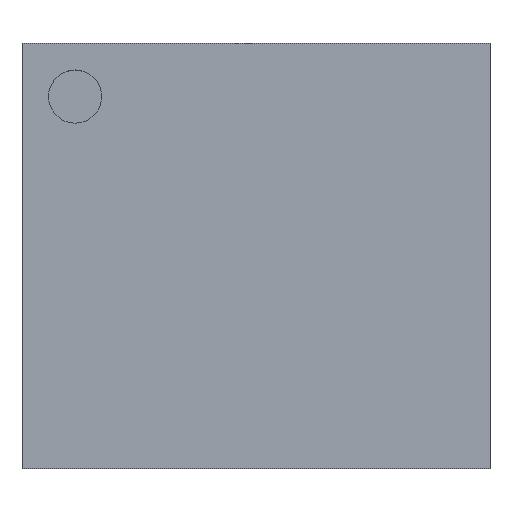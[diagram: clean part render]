
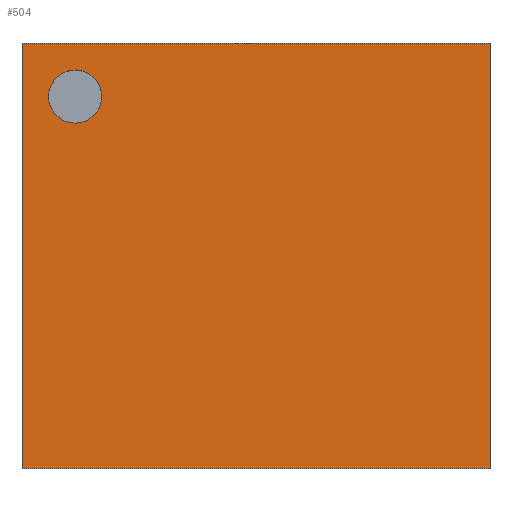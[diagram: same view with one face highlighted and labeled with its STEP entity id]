
A CAD part, top view. The second image highlights one B-rep face of the part: STEP entity #504.
In plain terms, the highlighted planar face has unit normal (0, 0, 1).
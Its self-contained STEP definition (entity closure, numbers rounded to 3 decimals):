
#315 = VERTEX_POINT('',#316);
#316 = CARTESIAN_POINT('',(-0.98,-0.89,0.69));
#323 = PLANE('',#324);
#324 = AXIS2_PLACEMENT_3D('',#325,#326,#327);
#325 = CARTESIAN_POINT('',(-0.98,-0.89,0.31));
#326 = DIRECTION('',(1.,0.,0.));
#327 = DIRECTION('',(0.,0.,1.));
#335 = PLANE('',#336);
#336 = AXIS2_PLACEMENT_3D('',#337,#338,#339);
#337 = CARTESIAN_POINT('',(-0.98,-0.89,0.31));
#338 = DIRECTION('',(0.,1.,0.));
#339 = DIRECTION('',(0.,0.,1.));
#376 = VERTEX_POINT('',#377);
#377 = CARTESIAN_POINT('',(-0.98,0.89,0.69));
#391 = PLANE('',#392);
#392 = AXIS2_PLACEMENT_3D('',#393,#394,#395);
#393 = CARTESIAN_POINT('',(-0.98,0.89,0.31));
#394 = DIRECTION('',(0.,1.,0.));
#395 = DIRECTION('',(0.,0.,1.));
#403 = EDGE_CURVE('',#315,#376,#404,.T.);
#404 = SURFACE_CURVE('',#405,(#409,#416),.PCURVE_S1.);
#405 = LINE('',#406,#407);
#406 = CARTESIAN_POINT('',(-0.98,-0.89,0.69));
#407 = VECTOR('',#408,1.);
#408 = DIRECTION('',(0.,1.,0.));
#409 = PCURVE('',#323,#410);
#410 = DEFINITIONAL_REPRESENTATION('',(#411),#415);
#411 = LINE('',#412,#413);
#412 = CARTESIAN_POINT('',(0.38,0.));
#413 = VECTOR('',#414,1.);
#414 = DIRECTION('',(0.,-1.));
#415 = ( GEOMETRIC_REPRESENTATION_CONTEXT(2) 
PARAMETRIC_REPRESENTATION_CONTEXT() REPRESENTATION_CONTEXT('2D SPACE',''
  ) );
#416 = PCURVE('',#417,#422);
#417 = PLANE('',#418);
#418 = AXIS2_PLACEMENT_3D('',#419,#420,#421);
#419 = CARTESIAN_POINT('',(-0.98,-0.89,0.69));
#420 = DIRECTION('',(0.,0.,1.));
#421 = DIRECTION('',(1.,0.,0.));
#422 = DEFINITIONAL_REPRESENTATION('',(#423),#427);
#423 = LINE('',#424,#425);
#424 = CARTESIAN_POINT('',(0.,0.));
#425 = VECTOR('',#426,1.);
#426 = DIRECTION('',(0.,1.));
#427 = ( GEOMETRIC_REPRESENTATION_CONTEXT(2) 
PARAMETRIC_REPRESENTATION_CONTEXT() REPRESENTATION_CONTEXT('2D SPACE',''
  ) );
#456 = EDGE_CURVE('',#315,#457,#459,.T.);
#457 = VERTEX_POINT('',#458);
#458 = CARTESIAN_POINT('',(0.98,-0.89,0.69));
#459 = SURFACE_CURVE('',#460,(#464,#471),.PCURVE_S1.);
#460 = LINE('',#461,#462);
#461 = CARTESIAN_POINT('',(-0.98,-0.89,0.69));
#462 = VECTOR('',#463,1.);
#463 = DIRECTION('',(1.,0.,0.));
#464 = PCURVE('',#335,#465);
#465 = DEFINITIONAL_REPRESENTATION('',(#466),#470);
#466 = LINE('',#467,#468);
#467 = CARTESIAN_POINT('',(0.38,0.));
#468 = VECTOR('',#469,1.);
#469 = DIRECTION('',(0.,1.));
#470 = ( GEOMETRIC_REPRESENTATION_CONTEXT(2) 
PARAMETRIC_REPRESENTATION_CONTEXT() REPRESENTATION_CONTEXT('2D SPACE',''
  ) );
#471 = PCURVE('',#417,#472);
#472 = DEFINITIONAL_REPRESENTATION('',(#473),#477);
#473 = LINE('',#474,#475);
#474 = CARTESIAN_POINT('',(0.,0.));
#475 = VECTOR('',#476,1.);
#476 = DIRECTION('',(1.,0.));
#477 = ( GEOMETRIC_REPRESENTATION_CONTEXT(2) 
PARAMETRIC_REPRESENTATION_CONTEXT() REPRESENTATION_CONTEXT('2D SPACE',''
  ) );
#493 = PLANE('',#494);
#494 = AXIS2_PLACEMENT_3D('',#495,#496,#497);
#495 = CARTESIAN_POINT('',(0.98,-0.89,0.31));
#496 = DIRECTION('',(1.,0.,0.));
#497 = DIRECTION('',(0.,0.,1.));
#504 = ADVANCED_FACE('',(#505,#553),#417,.T.);
#505 = FACE_BOUND('',#506,.T.);
#506 = EDGE_LOOP('',(#507,#508,#509,#532));
#507 = ORIENTED_EDGE('',*,*,#403,.F.);
#508 = ORIENTED_EDGE('',*,*,#456,.T.);
#509 = ORIENTED_EDGE('',*,*,#510,.T.);
#510 = EDGE_CURVE('',#457,#511,#513,.T.);
#511 = VERTEX_POINT('',#512);
#512 = CARTESIAN_POINT('',(0.98,0.89,0.69));
#513 = SURFACE_CURVE('',#514,(#518,#525),.PCURVE_S1.);
#514 = LINE('',#515,#516);
#515 = CARTESIAN_POINT('',(0.98,-0.89,0.69));
#516 = VECTOR('',#517,1.);
#517 = DIRECTION('',(0.,1.,0.));
#518 = PCURVE('',#417,#519);
#519 = DEFINITIONAL_REPRESENTATION('',(#520),#524);
#520 = LINE('',#521,#522);
#521 = CARTESIAN_POINT('',(1.96,0.));
#522 = VECTOR('',#523,1.);
#523 = DIRECTION('',(0.,1.));
#524 = ( GEOMETRIC_REPRESENTATION_CONTEXT(2) 
PARAMETRIC_REPRESENTATION_CONTEXT() REPRESENTATION_CONTEXT('2D SPACE',''
  ) );
#525 = PCURVE('',#493,#526);
#526 = DEFINITIONAL_REPRESENTATION('',(#527),#531);
#527 = LINE('',#528,#529);
#528 = CARTESIAN_POINT('',(0.38,0.));
#529 = VECTOR('',#530,1.);
#530 = DIRECTION('',(0.,-1.));
#531 = ( GEOMETRIC_REPRESENTATION_CONTEXT(2) 
PARAMETRIC_REPRESENTATION_CONTEXT() REPRESENTATION_CONTEXT('2D SPACE',''
  ) );
#532 = ORIENTED_EDGE('',*,*,#533,.F.);
#533 = EDGE_CURVE('',#376,#511,#534,.T.);
#534 = SURFACE_CURVE('',#535,(#539,#546),.PCURVE_S1.);
#535 = LINE('',#536,#537);
#536 = CARTESIAN_POINT('',(-0.98,0.89,0.69));
#537 = VECTOR('',#538,1.);
#538 = DIRECTION('',(1.,0.,0.));
#539 = PCURVE('',#417,#540);
#540 = DEFINITIONAL_REPRESENTATION('',(#541),#545);
#541 = LINE('',#542,#543);
#542 = CARTESIAN_POINT('',(0.,1.78));
#543 = VECTOR('',#544,1.);
#544 = DIRECTION('',(1.,0.));
#545 = ( GEOMETRIC_REPRESENTATION_CONTEXT(2) 
PARAMETRIC_REPRESENTATION_CONTEXT() REPRESENTATION_CONTEXT('2D SPACE',''
  ) );
#546 = PCURVE('',#391,#547);
#547 = DEFINITIONAL_REPRESENTATION('',(#548),#552);
#548 = LINE('',#549,#550);
#549 = CARTESIAN_POINT('',(0.38,0.));
#550 = VECTOR('',#551,1.);
#551 = DIRECTION('',(0.,1.));
#552 = ( GEOMETRIC_REPRESENTATION_CONTEXT(2) 
PARAMETRIC_REPRESENTATION_CONTEXT() REPRESENTATION_CONTEXT('2D SPACE',''
  ) );
#553 = FACE_BOUND('',#554,.T.);
#554 = EDGE_LOOP('',(#555));
#555 = ORIENTED_EDGE('',*,*,#556,.F.);
#556 = EDGE_CURVE('',#557,#557,#559,.T.);
#557 = VERTEX_POINT('',#558);
#558 = CARTESIAN_POINT('',(-0.646,0.668,0.69));
#559 = SURFACE_CURVE('',#560,(#565,#572),.PCURVE_S1.);
#560 = CIRCLE('',#561,0.111);
#561 = AXIS2_PLACEMENT_3D('',#562,#563,#564);
#562 = CARTESIAN_POINT('',(-0.758,0.668,0.69));
#563 = DIRECTION('',(0.,0.,1.));
#564 = DIRECTION('',(1.,0.,0.));
#565 = PCURVE('',#417,#566);
#566 = DEFINITIONAL_REPRESENTATION('',(#567),#571);
#567 = CIRCLE('',#568,0.111);
#568 = AXIS2_PLACEMENT_2D('',#569,#570);
#569 = CARTESIAN_POINT('',(0.223,1.558));
#570 = DIRECTION('',(1.,0.));
#571 = ( GEOMETRIC_REPRESENTATION_CONTEXT(2) 
PARAMETRIC_REPRESENTATION_CONTEXT() REPRESENTATION_CONTEXT('2D SPACE',''
  ) );
#572 = PCURVE('',#573,#578);
#573 = CYLINDRICAL_SURFACE('',#574,0.111);
#574 = AXIS2_PLACEMENT_3D('',#575,#576,#577);
#575 = CARTESIAN_POINT('',(-0.758,0.668,0.621));
#576 = DIRECTION('',(0.,0.,1.));
#577 = DIRECTION('',(1.,0.,0.));
#578 = DEFINITIONAL_REPRESENTATION('',(#579),#583);
#579 = LINE('',#580,#581);
#580 = CARTESIAN_POINT('',(0.,0.069));
#581 = VECTOR('',#582,1.);
#582 = DIRECTION('',(1.,0.));
#583 = ( GEOMETRIC_REPRESENTATION_CONTEXT(2) 
PARAMETRIC_REPRESENTATION_CONTEXT() REPRESENTATION_CONTEXT('2D SPACE',''
  ) );
